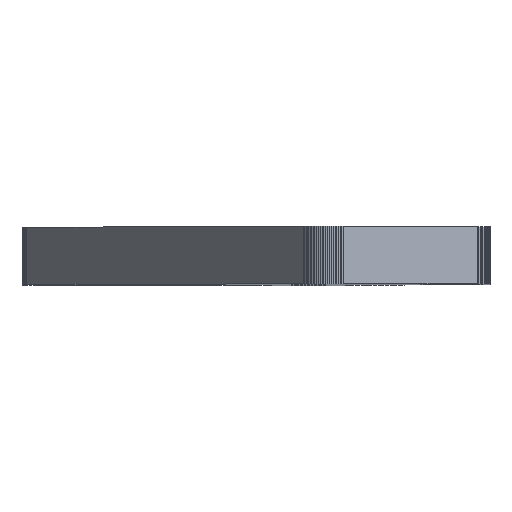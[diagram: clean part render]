
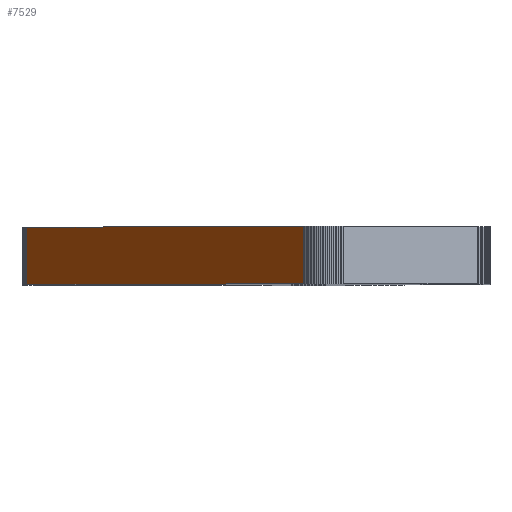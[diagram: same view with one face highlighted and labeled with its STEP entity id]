
A CAD part, top view. The second image highlights one B-rep face of the part: STEP entity #7529.
In plain terms, the highlighted planar face has unit normal (-0.816, 0, 0.578).
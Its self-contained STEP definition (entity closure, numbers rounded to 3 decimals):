
#32 = PLANE('',#33);
#33 = AXIS2_PLACEMENT_3D('',#34,#35,#36);
#34 = CARTESIAN_POINT('',(-32.942,3.,9.415));
#35 = DIRECTION('',(0.,1.,0.));
#36 = DIRECTION('',(0.,0.,1.));
#1540 = VERTEX_POINT('',#1541);
#1541 = CARTESIAN_POINT('',(-32.494,3.,51.667));
#1555 = PLANE('',#1556);
#1556 = AXIS2_PLACEMENT_3D('',#1557,#1558,#1559);
#1557 = CARTESIAN_POINT('',(-32.494,3.,51.667));
#1558 = DIRECTION('',(0.849,0.,-0.528));
#1559 = DIRECTION('',(0.528,0.,0.849));
#1567 = EDGE_CURVE('',#1568,#1540,#1570,.T.);
#1568 = VERTEX_POINT('',#1569);
#1569 = CARTESIAN_POINT('',(-3.494,3.,92.667));
#1570 = SURFACE_CURVE('',#1571,(#1575,#1582),.PCURVE_S1.);
#1571 = LINE('',#1572,#1573);
#1572 = CARTESIAN_POINT('',(-3.494,3.,92.667));
#1573 = VECTOR('',#1574,1.);
#1574 = DIRECTION('',(-0.577,0.,-0.816));
#1575 = PCURVE('',#32,#1576);
#1576 = DEFINITIONAL_REPRESENTATION('',(#1577),#1581);
#1577 = LINE('',#1578,#1579);
#1578 = CARTESIAN_POINT('',(83.252,29.448));
#1579 = VECTOR('',#1580,1.);
#1580 = DIRECTION('',(-0.816,-0.577));
#1581 = ( GEOMETRIC_REPRESENTATION_CONTEXT(2) 
PARAMETRIC_REPRESENTATION_CONTEXT() REPRESENTATION_CONTEXT('2D SPACE',''
  ) );
#1582 = PCURVE('',#1583,#1588);
#1583 = PLANE('',#1584);
#1584 = AXIS2_PLACEMENT_3D('',#1585,#1586,#1587);
#1585 = CARTESIAN_POINT('',(-3.494,3.,92.667));
#1586 = DIRECTION('',(0.816,0.,-0.577));
#1587 = DIRECTION('',(0.577,0.,0.816));
#1588 = DEFINITIONAL_REPRESENTATION('',(#1589),#1593);
#1589 = LINE('',#1590,#1591);
#1590 = CARTESIAN_POINT('',(0.,0.));
#1591 = VECTOR('',#1592,1.);
#1592 = DIRECTION('',(-1.,-0.));
#1593 = ( GEOMETRIC_REPRESENTATION_CONTEXT(2) 
PARAMETRIC_REPRESENTATION_CONTEXT() REPRESENTATION_CONTEXT('2D SPACE',''
  ) );
#1611 = PLANE('',#1612);
#1612 = AXIS2_PLACEMENT_3D('',#1613,#1614,#1615);
#1613 = CARTESIAN_POINT('',(-3.437,6.,92.747));
#1614 = DIRECTION('',(0.813,0.,-0.582)
  );
#1615 = DIRECTION('',(0.582,0.,0.813)
  );
#3139 = PLANE('',#3140);
#3140 = AXIS2_PLACEMENT_3D('',#3141,#3142,#3143);
#3141 = CARTESIAN_POINT('',(-33.,9.,50.));
#3142 = DIRECTION('',(0.,-1.,0.));
#3143 = DIRECTION('',(0.,0.,-1.));
#7437 = VERTEX_POINT('',#7438);
#7438 = CARTESIAN_POINT('',(-3.494,9.,92.667));
#7459 = EDGE_CURVE('',#1568,#7437,#7460,.T.);
#7460 = SURFACE_CURVE('',#7461,(#7465,#7472),.PCURVE_S1.);
#7461 = LINE('',#7462,#7463);
#7462 = CARTESIAN_POINT('',(-3.494,3.,92.667));
#7463 = VECTOR('',#7464,1.);
#7464 = DIRECTION('',(0.,1.,0.));
#7465 = PCURVE('',#1611,#7466);
#7466 = DEFINITIONAL_REPRESENTATION('',(#7467),#7471);
#7467 = LINE('',#7468,#7469);
#7468 = CARTESIAN_POINT('',(-0.098,3.));
#7469 = VECTOR('',#7470,1.);
#7470 = DIRECTION('',(0.,-1.));
#7471 = ( GEOMETRIC_REPRESENTATION_CONTEXT(2) 
PARAMETRIC_REPRESENTATION_CONTEXT() REPRESENTATION_CONTEXT('2D SPACE',''
  ) );
#7472 = PCURVE('',#1583,#7473);
#7473 = DEFINITIONAL_REPRESENTATION('',(#7474),#7478);
#7474 = LINE('',#7475,#7476);
#7475 = CARTESIAN_POINT('',(0.,0.));
#7476 = VECTOR('',#7477,1.);
#7477 = DIRECTION('',(0.,-1.));
#7478 = ( GEOMETRIC_REPRESENTATION_CONTEXT(2) 
PARAMETRIC_REPRESENTATION_CONTEXT() REPRESENTATION_CONTEXT('2D SPACE',''
  ) );
#7529 = ADVANCED_FACE('',(#7530),#1583,.F.);
#7530 = FACE_BOUND('',#7531,.T.);
#7531 = EDGE_LOOP('',(#7532,#7533,#7556,#7577));
#7532 = ORIENTED_EDGE('',*,*,#7459,.T.);
#7533 = ORIENTED_EDGE('',*,*,#7534,.F.);
#7534 = EDGE_CURVE('',#7535,#7437,#7537,.T.);
#7535 = VERTEX_POINT('',#7536);
#7536 = CARTESIAN_POINT('',(-32.494,9.,51.667));
#7537 = SURFACE_CURVE('',#7538,(#7542,#7549),.PCURVE_S1.);
#7538 = LINE('',#7539,#7540);
#7539 = CARTESIAN_POINT('',(-32.494,9.,51.667));
#7540 = VECTOR('',#7541,1.);
#7541 = DIRECTION('',(0.577,0.,0.816));
#7542 = PCURVE('',#1583,#7543);
#7543 = DEFINITIONAL_REPRESENTATION('',(#7544),#7548);
#7544 = LINE('',#7545,#7546);
#7545 = CARTESIAN_POINT('',(-50.22,-6.));
#7546 = VECTOR('',#7547,1.);
#7547 = DIRECTION('',(1.,0.));
#7548 = ( GEOMETRIC_REPRESENTATION_CONTEXT(2) 
PARAMETRIC_REPRESENTATION_CONTEXT() REPRESENTATION_CONTEXT('2D SPACE',''
  ) );
#7549 = PCURVE('',#3139,#7550);
#7550 = DEFINITIONAL_REPRESENTATION('',(#7551),#7555);
#7551 = LINE('',#7552,#7553);
#7552 = CARTESIAN_POINT('',(-1.667,0.506));
#7553 = VECTOR('',#7554,1.);
#7554 = DIRECTION('',(-0.816,0.577));
#7555 = ( GEOMETRIC_REPRESENTATION_CONTEXT(2) 
PARAMETRIC_REPRESENTATION_CONTEXT() REPRESENTATION_CONTEXT('2D SPACE',''
  ) );
#7556 = ORIENTED_EDGE('',*,*,#7557,.F.);
#7557 = EDGE_CURVE('',#1540,#7535,#7558,.T.);
#7558 = SURFACE_CURVE('',#7559,(#7563,#7570),.PCURVE_S1.);
#7559 = LINE('',#7560,#7561);
#7560 = CARTESIAN_POINT('',(-32.494,3.,51.667));
#7561 = VECTOR('',#7562,1.);
#7562 = DIRECTION('',(0.,1.,0.));
#7563 = PCURVE('',#1583,#7564);
#7564 = DEFINITIONAL_REPRESENTATION('',(#7565),#7569);
#7565 = LINE('',#7566,#7567);
#7566 = CARTESIAN_POINT('',(-50.22,-0.));
#7567 = VECTOR('',#7568,1.);
#7568 = DIRECTION('',(0.,-1.));
#7569 = ( GEOMETRIC_REPRESENTATION_CONTEXT(2) 
PARAMETRIC_REPRESENTATION_CONTEXT() REPRESENTATION_CONTEXT('2D SPACE',''
  ) );
#7570 = PCURVE('',#1555,#7571);
#7571 = DEFINITIONAL_REPRESENTATION('',(#7572),#7576);
#7572 = LINE('',#7573,#7574);
#7573 = CARTESIAN_POINT('',(0.,0.));
#7574 = VECTOR('',#7575,1.);
#7575 = DIRECTION('',(0.,-1.));
#7576 = ( GEOMETRIC_REPRESENTATION_CONTEXT(2) 
PARAMETRIC_REPRESENTATION_CONTEXT() REPRESENTATION_CONTEXT('2D SPACE',''
  ) );
#7577 = ORIENTED_EDGE('',*,*,#1567,.F.);
